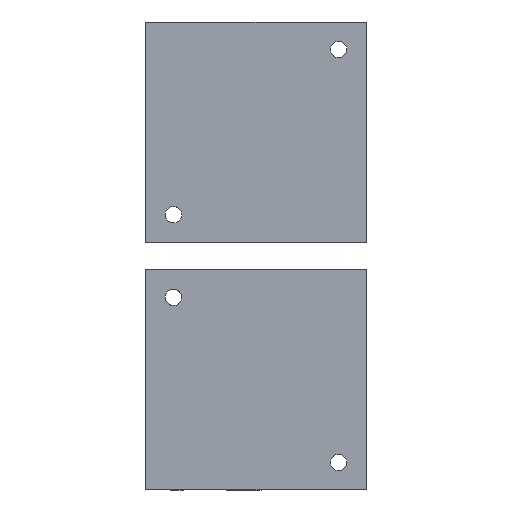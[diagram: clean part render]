
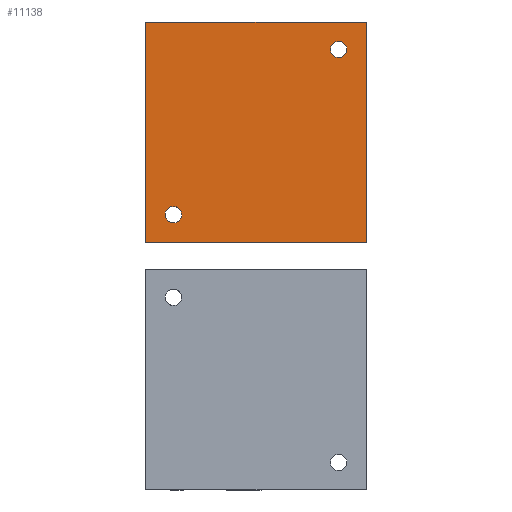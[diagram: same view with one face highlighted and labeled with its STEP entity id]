
A CAD part, front view. The second image highlights one B-rep face of the part: STEP entity #11138.
In plain terms, the highlighted planar face has unit normal (0, -1, 0).
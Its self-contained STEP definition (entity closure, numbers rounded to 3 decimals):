
#145 = CARTESIAN_POINT ( 'NONE',  ( 55.405, -3.569, 40. ) ) ;
#301 = EDGE_CURVE ( 'NONE', #5556, #4767, #4968, .T. ) ;
#527 = EDGE_CURVE ( 'NONE', #4767, #1243, #10699, .T. ) ;
#625 = ORIENTED_EDGE ( 'NONE', *, *, #5543, .F. ) ;
#826 = EDGE_CURVE ( 'NONE', #1243, #11548, #9150, .T. ) ;
#1243 = VERTEX_POINT ( 'NONE', #14765 ) ;
#1388 = CARTESIAN_POINT ( 'NONE',  ( 30., -3.569, 33. ) ) ;
#1589 = VECTOR ( 'NONE', #7158, 1000. ) ;
#1948 = DIRECTION ( 'NONE',  ( 1., 0., 0. ) ) ;
#2011 = DIRECTION ( 'NONE',  ( 0., -1., 0. ) ) ;
#2090 = DIRECTION ( 'NONE',  ( 0., -1., 0. ) ) ;
#2237 = CARTESIAN_POINT ( 'NONE',  ( -40., -3.569, 50. ) ) ;
#2301 = CARTESIAN_POINT ( 'NONE',  ( -40., -3.569, -40. ) ) ;
#2673 = AXIS2_PLACEMENT_3D ( 'NONE', #9692, #2090, #10943 ) ;
#2823 = CIRCLE ( 'NONE', #10940, 3. ) ;
#2978 = ORIENTED_EDGE ( 'NONE', *, *, #6136, .F. ) ;
#3105 = DIRECTION ( 'NONE',  ( 0., -1., 0. ) ) ;
#3235 = ORIENTED_EDGE ( 'NONE', *, *, #12327, .F. ) ;
#4451 = DIRECTION ( 'NONE',  ( 0., 0., -1. ) ) ;
#4746 = EDGE_CURVE ( 'NONE', #14724, #13221, #15547, .T. ) ;
#4765 = ORIENTED_EDGE ( 'NONE', *, *, #527, .F. ) ;
#4767 = VERTEX_POINT ( 'NONE', #2301 ) ;
#4968 = LINE ( 'NONE', #7213, #1589 ) ;
#5324 = CARTESIAN_POINT ( 'NONE',  ( -30., -3.569, -27. ) ) ;
#5365 = ORIENTED_EDGE ( 'NONE', *, *, #826, .F. ) ;
#5488 = AXIS2_PLACEMENT_3D ( 'NONE', #7645, #16306, #8912 ) ;
#5543 = EDGE_CURVE ( 'NONE', #7635, #11517, #2823, .T. ) ;
#5556 = VERTEX_POINT ( 'NONE', #12069 ) ;
#5769 = CARTESIAN_POINT ( 'NONE',  ( -30., -3.569, -33. ) ) ;
#5818 = DIRECTION ( 'NONE',  ( 0., -1., 0. ) ) ;
#6136 = EDGE_CURVE ( 'NONE', #11517, #7635, #13544, .T. ) ;
#6255 = ORIENTED_EDGE ( 'NONE', *, *, #11716, .F. ) ;
#6701 = FACE_OUTER_BOUND ( 'NONE', #11566, .T. ) ;
#6882 = CIRCLE ( 'NONE', #8893, 3. ) ;
#7158 = DIRECTION ( 'NONE',  ( -1., 0., 0. ) ) ;
#7213 = CARTESIAN_POINT ( 'NONE',  ( 55.405, -3.569, -40. ) ) ;
#7380 = VECTOR ( 'NONE', #7704, 1000. ) ;
#7453 = EDGE_LOOP ( 'NONE', ( #6255, #13619 ) ) ;
#7635 = VERTEX_POINT ( 'NONE', #1388 ) ;
#7645 = CARTESIAN_POINT ( 'NONE',  ( 55.405, -3.569, 50. ) ) ;
#7704 = DIRECTION ( 'NONE',  ( 0., 0., 1. ) ) ;
#7908 = AXIS2_PLACEMENT_3D ( 'NONE', #9621, #2011, #10870 ) ;
#8893 = AXIS2_PLACEMENT_3D ( 'NONE', #10690, #3105, #11945 ) ;
#8912 = DIRECTION ( 'NONE',  ( 0., 0., 1. ) ) ;
#9150 = LINE ( 'NONE', #145, #15698 ) ;
#9305 = CARTESIAN_POINT ( 'NONE',  ( 40., -3.569, 50. ) ) ;
#9621 = CARTESIAN_POINT ( 'NONE',  ( -30., -3.569, -30. ) ) ;
#9633 = FACE_BOUND ( 'NONE', #7453, .T. ) ;
#9692 = CARTESIAN_POINT ( 'NONE',  ( 30., -3.569, 30. ) ) ;
#10107 = PLANE ( 'NONE',  #5488 ) ;
#10109 = ORIENTED_EDGE ( 'NONE', *, *, #301, .F. ) ;
#10537 = CARTESIAN_POINT ( 'NONE',  ( 40., -3.569, 40. ) ) ;
#10690 = CARTESIAN_POINT ( 'NONE',  ( -30., -3.569, -30. ) ) ;
#10699 = LINE ( 'NONE', #2237, #7380 ) ;
#10870 = DIRECTION ( 'NONE',  ( 0., 0., -1. ) ) ;
#10940 = AXIS2_PLACEMENT_3D ( 'NONE', #13300, #5818, #14519 ) ;
#10943 = DIRECTION ( 'NONE',  ( 0., 0., -1. ) ) ;
#11138 = ADVANCED_FACE ( 'NONE', ( #6701, #9633, #16191 ), #10107, .F. ) ;
#11517 = VERTEX_POINT ( 'NONE', #14282 ) ;
#11548 = VERTEX_POINT ( 'NONE', #10537 ) ;
#11553 = LINE ( 'NONE', #9305, #14811 ) ;
#11566 = EDGE_LOOP ( 'NONE', ( #4765, #10109, #3235, #5365 ) ) ;
#11716 = EDGE_CURVE ( 'NONE', #13221, #14724, #6882, .T. ) ;
#11945 = DIRECTION ( 'NONE',  ( 0., 0., -1. ) ) ;
#12069 = CARTESIAN_POINT ( 'NONE',  ( 40., -3.569, -40. ) ) ;
#12327 = EDGE_CURVE ( 'NONE', #11548, #5556, #11553, .T. ) ;
#13221 = VERTEX_POINT ( 'NONE', #5769 ) ;
#13300 = CARTESIAN_POINT ( 'NONE',  ( 30., -3.569, 30. ) ) ;
#13544 = CIRCLE ( 'NONE', #2673, 3. ) ;
#13619 = ORIENTED_EDGE ( 'NONE', *, *, #4746, .F. ) ;
#14282 = CARTESIAN_POINT ( 'NONE',  ( 30., -3.569, 27. ) ) ;
#14519 = DIRECTION ( 'NONE',  ( 0., 0., -1. ) ) ;
#14598 = EDGE_LOOP ( 'NONE', ( #2978, #625 ) ) ;
#14724 = VERTEX_POINT ( 'NONE', #5324 ) ;
#14765 = CARTESIAN_POINT ( 'NONE',  ( -40., -3.569, 40. ) ) ;
#14811 = VECTOR ( 'NONE', #4451, 1000. ) ;
#15547 = CIRCLE ( 'NONE', #7908, 3. ) ;
#15698 = VECTOR ( 'NONE', #1948, 1000. ) ;
#16191 = FACE_BOUND ( 'NONE', #14598, .T. ) ;
#16306 = DIRECTION ( 'NONE',  ( 0., 1., 0. ) ) ;
